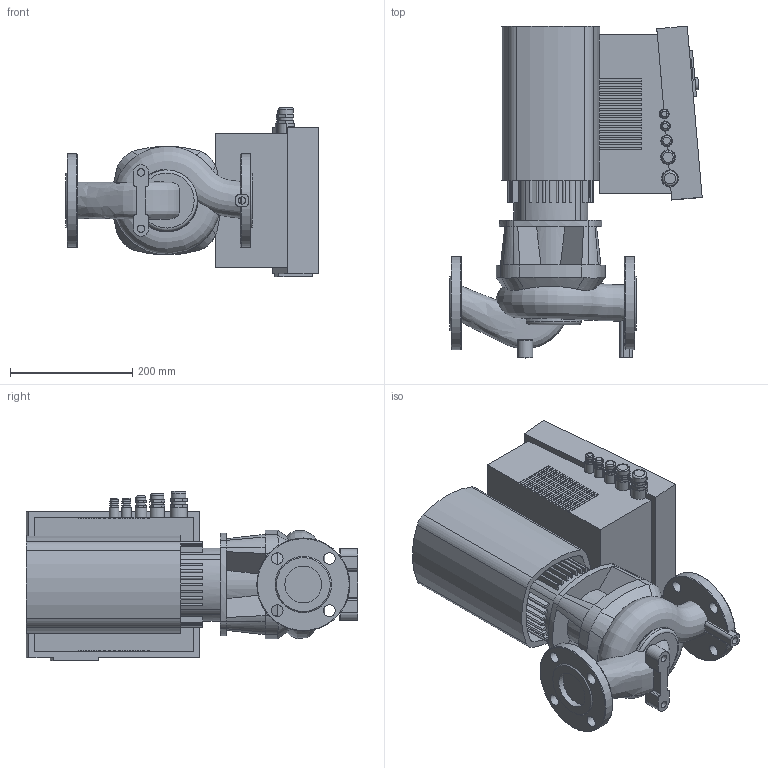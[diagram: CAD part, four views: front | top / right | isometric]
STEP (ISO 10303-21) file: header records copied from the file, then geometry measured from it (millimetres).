
FILE_DESCRIPTION(/* description */ (''),/* implementation_level */ '2;1');
FILE_NAME(/* name */ '3d_StratosGIGA2_3-85-2124486.stp',/* time_stamp */ '2022-03-01T15:11:45-06:00',/* author */ ('faliszekte'),/* organization */ (''),/* preprocessor_version */ 'ST-DEVELOPER v18.1',/* originating_system */ 'Autodesk Inventor 2021',/* authorisation */ '');
FILE_SCHEMA (('AUTOMOTIVE_DESIGN { 1 0 10303 214 3 1 1 }'));
Length unit declared in the file: inch
Products named in the file (12): 3d_StratosGIGA2_3-85-2124486; 3d_StratosGIGA2_3-85-21244861; 3d_StratosGIGA2_3-85-21244862; 3d_StratosGIGA2_3-85-21244863; 3d_StratosGIGA2_3-85-21244864; 3d_StratosGIGA2_3-85-21244865; 3d_StratosGIGA2_3-85-21244866; 3d_StratosGIGA2_3-85-21244867; 3d_StratosGIGA2_3-85-21244868; 3d_StratosGIGA2_3-85-21244869; 3d_StratosGIGA2_3-85-212448610; 3d_StratosGIGA2_3-85-212448611
Assembly tree (11 placements, depth 2):
  3d_StratosGIGA2_3-85-2124486
    3d_StratosGIGA2_3-85-21244861
    3d_StratosGIGA2_3-85-21244862
    3d_StratosGIGA2_3-85-21244863
    3d_StratosGIGA2_3-85-21244864
    3d_StratosGIGA2_3-85-21244865
    3d_StratosGIGA2_3-85-21244866
    3d_StratosGIGA2_3-85-21244867
    3d_StratosGIGA2_3-85-21244868
    3d_StratosGIGA2_3-85-21244869
    3d_StratosGIGA2_3-85-212448610
    3d_StratosGIGA2_3-85-212448611
Bounding box: 413.1 x 543.1 x 277 mm (x, y, z)
Volume: 19202631.8 mm3; surface area: 1275367.6 mm2
Topology: 18 solids, 18 shells, 693 faces, 1822 edges, 1184 vertices
Faces by surface type: plane 475, cylinder 149, bspline 47, torus 12, cone 10
Full cylindrical faces by diameter (mm): 12 x5, 13 x2, 15 x1, 16 x1, 19.05 x8, 20 x2, 21 x1, 23 x1, 24 x1, 60.3 x3, 152.4 x2
Entity records: 32162 total; most frequent: CARTESIAN_POINT 14439, ORIENTED_EDGE 3644, DIRECTION 3526, EDGE_CURVE 1822, LINE 1192, VECTOR 1192, VERTEX_POINT 1184, AXIS2_PLACEMENT_3D 1167
